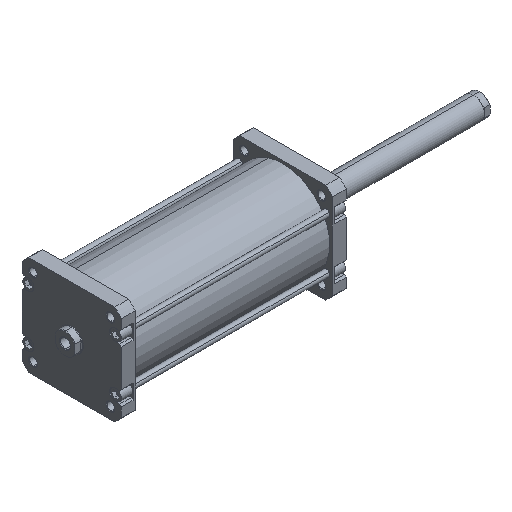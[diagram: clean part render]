
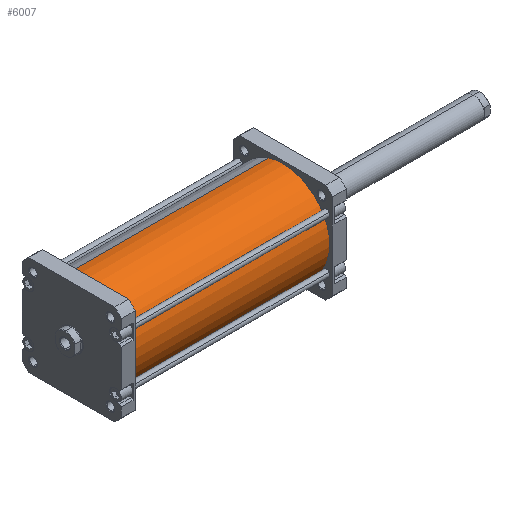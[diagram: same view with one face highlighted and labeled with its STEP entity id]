
A CAD part, isometric view. The second image highlights one B-rep face of the part: STEP entity #6007.
In plain terms, the highlighted cylindrical face has radius 85 mm (diameter 170 mm), a partial arc.
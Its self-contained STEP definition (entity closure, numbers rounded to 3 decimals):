
#1078 = ORIENTED_EDGE ( 'NONE', *, *, #4053, .T. ) ;
#1080 = ORIENTED_EDGE ( 'NONE', *, *, #4048, .T. ) ;
#1081 = ORIENTED_EDGE ( 'NONE', *, *, #4051, .F. ) ;
#1082 = ORIENTED_EDGE ( 'NONE', *, *, #4046, .F. ) ;
#1786 = LINE ( 'NONE', #2580, #1787 ) ;
#1787 = VECTOR ( 'NONE', #2581, 1000. ) ;
#1789 = VECTOR ( 'NONE', #2585, 1000. ) ;
#1793 = LINE ( 'NONE', #2577, #1789 ) ;
#1797 = CIRCLE ( 'NONE', #3090, 85. ) ;
#1800 = CIRCLE ( 'NONE', #3091, 85. ) ;
#2577 = CARTESIAN_POINT ( 'NONE',  ( -85., 0., 357. ) ) ;
#2580 = CARTESIAN_POINT ( 'NONE',  ( 85., 0., 357. ) ) ;
#2581 = DIRECTION ( 'NONE',  ( 0., 0., -1. ) ) ;
#2585 = DIRECTION ( 'NONE',  ( 0., 0., -1. ) ) ;
#2586 = CARTESIAN_POINT ( 'NONE',  ( 0., 0., 357. ) ) ;
#2594 = CARTESIAN_POINT ( 'NONE',  ( 0., 0., 0. ) ) ;
#2595 = DIRECTION ( 'NONE',  ( 0., 0., 1. ) ) ;
#2596 = DIRECTION ( 'NONE',  ( 1., 0., 0. ) ) ;
#2601 = DIRECTION ( 'NONE',  ( 0., 0., 1. ) ) ;
#2602 = DIRECTION ( 'NONE',  ( 1., 0., 0. ) ) ;
#2905 = CARTESIAN_POINT ( 'NONE',  ( 85., 0., 357. ) ) ;
#2911 = CARTESIAN_POINT ( 'NONE',  ( -85., 0., 357. ) ) ;
#2919 = CARTESIAN_POINT ( 'NONE',  ( 85., 0., 0. ) ) ;
#3026 = DIRECTION ( 'NONE',  ( -1., 0., 0. ) ) ;
#3027 = DIRECTION ( 'NONE',  ( 0., 0., -1. ) ) ;
#3028 = CARTESIAN_POINT ( 'NONE',  ( 0., 0., 357. ) ) ;
#3090 = AXIS2_PLACEMENT_3D ( 'NONE', #2586, #2595, #2596 ) ;
#3091 = AXIS2_PLACEMENT_3D ( 'NONE', #2594, #2601, #2602 ) ;
#3159 = AXIS2_PLACEMENT_3D ( 'NONE', #3028, #3027, #3026 ) ;
#3597 = EDGE_LOOP ( 'NONE', ( #1082, #1081, #1080, #1078 ) ) ;
#4046 = EDGE_CURVE ( 'NONE', #5912, #5926, #1786, .T. ) ;
#4048 = EDGE_CURVE ( 'NONE', #5918, #6191, #1793, .T. ) ;
#4051 = EDGE_CURVE ( 'NONE', #5918, #5912, #1797, .T. ) ;
#4053 = EDGE_CURVE ( 'NONE', #6191, #5926, #1800, .T. ) ;
#4526 = FACE_OUTER_BOUND ( 'NONE', #3597, .T. ) ;
#4529 = CYLINDRICAL_SURFACE ( 'NONE', #3159, 85. ) ;
#5750 = CARTESIAN_POINT ( 'NONE',  ( -85., 0., 0. ) ) ;
#5912 = VERTEX_POINT ( 'NONE', #2905 ) ;
#5918 = VERTEX_POINT ( 'NONE', #2911 ) ;
#5926 = VERTEX_POINT ( 'NONE', #2919 ) ;
#6007 = ADVANCED_FACE ( 'NONE', ( #4526 ), #4529, .T. ) ;
#6191 = VERTEX_POINT ( 'NONE', #5750 ) ;
